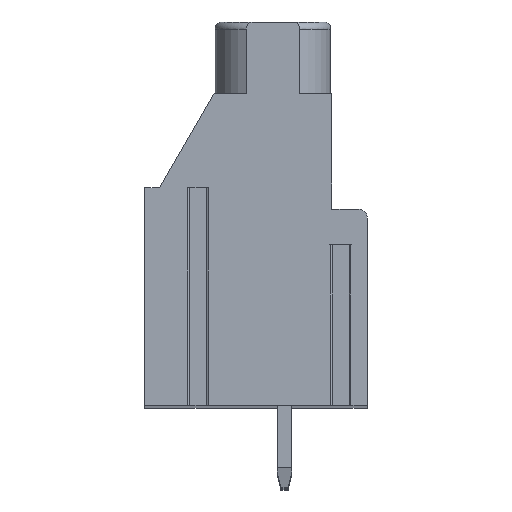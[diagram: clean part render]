
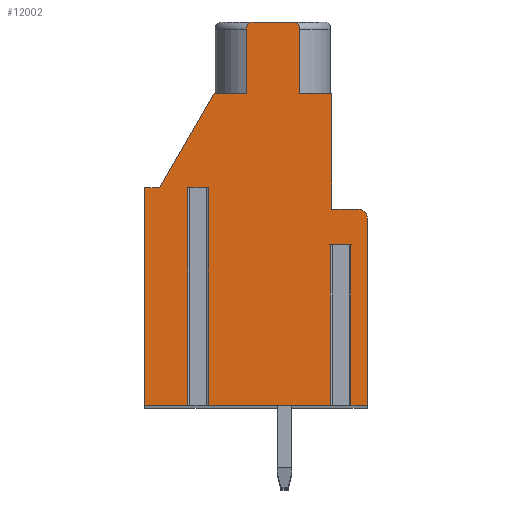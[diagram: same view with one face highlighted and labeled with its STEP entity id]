
A CAD part, top view. The second image highlights one B-rep face of the part: STEP entity #12002.
In plain terms, the highlighted planar face has unit normal (0, 0, 1).
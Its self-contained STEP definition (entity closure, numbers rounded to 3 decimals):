
#65=DIRECTION('',(-1.,0.,0.));
#66=VECTOR('',#65,1.146);
#67=CARTESIAN_POINT('',(-2.127,1.2,85.725));
#68=LINE('',#67,#66);
#69=DIRECTION('',(0.,-1.,0.));
#70=VECTOR('',#69,12.2);
#71=CARTESIAN_POINT('',(-3.273,1.2,85.725));
#72=LINE('',#71,#70);
#73=DIRECTION('',(1.,0.,0.));
#74=VECTOR('',#73,2.427);
#75=CARTESIAN_POINT('',(-5.7,-11.,85.725));
#76=LINE('',#75,#74);
#77=DIRECTION('',(0.,-1.,0.));
#78=VECTOR('',#77,12.2);
#79=CARTESIAN_POINT('',(-5.7,1.2,85.725));
#80=LINE('',#79,#78);
#81=DIRECTION('',(-1.,0.,0.));
#82=VECTOR('',#81,0.84);
#83=CARTESIAN_POINT('',(-4.86,1.2,85.725));
#84=LINE('',#83,#82);
#85=DIRECTION('',(-0.5,-0.866,0.));
#86=VECTOR('',#85,6.12);
#87=CARTESIAN_POINT('',(-1.8,6.5,85.725));
#88=LINE('',#87,#86);
#89=DIRECTION('',(-1.,0.,0.));
#90=VECTOR('',#89,1.8);
#91=CARTESIAN_POINT('',(0.,6.5,85.725));
#92=LINE('',#91,#90);
#93=DIRECTION('',(0.,-1.,0.));
#94=VECTOR('',#93,3.6);
#95=CARTESIAN_POINT('',(0.,10.1,85.725));
#96=LINE('',#95,#94);
#97=CARTESIAN_POINT('',(0.4,10.1,85.725));
#98=DIRECTION('',(0.,0.,1.));
#99=DIRECTION('',(0.,1.,0.));
#100=AXIS2_PLACEMENT_3D('',#97,#98,#99);
#102=DIRECTION('',(-1.,0.,0.));
#103=VECTOR('',#102,2.2);
#104=CARTESIAN_POINT('',(2.6,10.5,85.725));
#105=LINE('',#104,#103);
#106=CARTESIAN_POINT('',(2.6,10.1,85.725));
#107=DIRECTION('',(0.,0.,1.));
#108=DIRECTION('',(1.,0.,0.));
#109=AXIS2_PLACEMENT_3D('',#106,#107,#108);
#111=DIRECTION('',(0.,1.,0.));
#112=VECTOR('',#111,3.6);
#113=CARTESIAN_POINT('',(3.,6.5,85.725));
#114=LINE('',#113,#112);
#115=DIRECTION('',(-1.,0.,0.));
#116=VECTOR('',#115,1.8);
#117=CARTESIAN_POINT('',(4.8,6.5,85.725));
#118=LINE('',#117,#116);
#119=DIRECTION('',(0.,1.,0.));
#120=VECTOR('',#119,6.5);
#121=CARTESIAN_POINT('',(4.8,0.,85.725));
#122=LINE('',#121,#120);
#123=DIRECTION('',(-1.,0.,0.));
#124=VECTOR('',#123,1.5);
#125=CARTESIAN_POINT('',(6.3,0.,85.725));
#126=LINE('',#125,#124);
#127=CARTESIAN_POINT('',(6.3,-0.5,85.725));
#128=DIRECTION('',(0.,0.,1.));
#129=DIRECTION('',(1.,0.,0.));
#130=AXIS2_PLACEMENT_3D('',#127,#128,#129);
#132=DIRECTION('',(0.,1.,0.));
#133=VECTOR('',#132,10.5);
#134=CARTESIAN_POINT('',(6.8,-11.,85.725));
#135=LINE('',#134,#133);
#136=DIRECTION('',(1.,0.,0.));
#137=VECTOR('',#136,0.925);
#138=CARTESIAN_POINT('',(5.875,-11.,85.725));
#139=LINE('',#138,#137);
#140=DIRECTION('',(0.,-1.,0.));
#141=VECTOR('',#140,9.);
#142=CARTESIAN_POINT('',(5.875,-2.,85.725));
#143=LINE('',#142,#141);
#144=DIRECTION('',(-1.,0.,0.));
#145=VECTOR('',#144,1.146);
#146=CARTESIAN_POINT('',(5.875,-2.,85.725));
#147=LINE('',#146,#145);
#148=DIRECTION('',(0.,-1.,0.));
#149=VECTOR('',#148,9.);
#150=CARTESIAN_POINT('',(4.728,-2.,85.725));
#151=LINE('',#150,#149);
#152=DIRECTION('',(1.,0.,0.));
#153=VECTOR('',#152,6.855);
#154=CARTESIAN_POINT('',(-2.127,-11.,85.725));
#155=LINE('',#154,#153);
#156=DIRECTION('',(0.,-1.,0.));
#157=VECTOR('',#156,12.2);
#158=CARTESIAN_POINT('',(-2.127,1.2,85.725));
#159=LINE('',#158,#157);
#9347=CARTESIAN_POINT('',(6.8,-11.,85.725));
#9348=CARTESIAN_POINT('',(6.8,-0.5,85.725));
#9349=VERTEX_POINT('',#9347);
#9350=VERTEX_POINT('',#9348);
#9351=CARTESIAN_POINT('',(6.3,0.,85.725));
#9352=VERTEX_POINT('',#9351);
#9353=CARTESIAN_POINT('',(4.8,0.,85.725));
#9354=VERTEX_POINT('',#9353);
#9355=CARTESIAN_POINT('',(4.8,6.5,85.725));
#9356=VERTEX_POINT('',#9355);
#9357=CARTESIAN_POINT('',(3.,6.5,85.725));
#9358=VERTEX_POINT('',#9357);
#9359=CARTESIAN_POINT('',(3.,10.1,85.725));
#9360=VERTEX_POINT('',#9359);
#9361=CARTESIAN_POINT('',(2.6,10.5,85.725));
#9362=VERTEX_POINT('',#9361);
#9363=CARTESIAN_POINT('',(0.4,10.5,85.725));
#9364=VERTEX_POINT('',#9363);
#9365=CARTESIAN_POINT('',(0.,10.1,85.725));
#9366=VERTEX_POINT('',#9365);
#9367=CARTESIAN_POINT('',(0.,6.5,85.725));
#9368=VERTEX_POINT('',#9367);
#9369=CARTESIAN_POINT('',(-1.8,6.5,85.725));
#9370=VERTEX_POINT('',#9369);
#9371=CARTESIAN_POINT('',(-4.86,1.2,85.725));
#9372=VERTEX_POINT('',#9371);
#9373=CARTESIAN_POINT('',(-5.7,1.2,85.725));
#9374=VERTEX_POINT('',#9373);
#9375=CARTESIAN_POINT('',(-5.7,-11.,85.725));
#9376=VERTEX_POINT('',#9375);
#9533=CARTESIAN_POINT('',(5.875,-2.,85.725));
#9534=CARTESIAN_POINT('',(4.728,-2.,85.725));
#9535=VERTEX_POINT('',#9533);
#9536=VERTEX_POINT('',#9534);
#9537=CARTESIAN_POINT('',(5.875,-11.,85.725));
#9538=VERTEX_POINT('',#9537);
#9539=CARTESIAN_POINT('',(4.728,-11.,85.725));
#9540=VERTEX_POINT('',#9539);
#9565=CARTESIAN_POINT('',(-2.127,1.2,85.725));
#9566=CARTESIAN_POINT('',(-3.273,1.2,85.725));
#9567=VERTEX_POINT('',#9565);
#9568=VERTEX_POINT('',#9566);
#9569=CARTESIAN_POINT('',(-2.127,-11.,85.725));
#9570=VERTEX_POINT('',#9569);
#9571=CARTESIAN_POINT('',(-3.273,-11.,85.725));
#9572=VERTEX_POINT('',#9571);
#11949=CARTESIAN_POINT('',(0.,0.,85.725));
#11950=DIRECTION('',(0.,0.,1.));
#11951=DIRECTION('',(1.,0.,0.));
#11952=AXIS2_PLACEMENT_3D('',#11949,#11950,#11951);
#11953=PLANE('',#11952);
#11955=ORIENTED_EDGE('',*,*,#11954,.T.);
#11957=ORIENTED_EDGE('',*,*,#11956,.T.);
#11959=ORIENTED_EDGE('',*,*,#11958,.F.);
#11961=ORIENTED_EDGE('',*,*,#11960,.F.);
#11963=ORIENTED_EDGE('',*,*,#11962,.F.);
#11965=ORIENTED_EDGE('',*,*,#11964,.F.);
#11967=ORIENTED_EDGE('',*,*,#11966,.F.);
#11969=ORIENTED_EDGE('',*,*,#11968,.F.);
#11971=ORIENTED_EDGE('',*,*,#11970,.F.);
#11973=ORIENTED_EDGE('',*,*,#11972,.F.);
#11975=ORIENTED_EDGE('',*,*,#11974,.F.);
#11977=ORIENTED_EDGE('',*,*,#11976,.F.);
#11979=ORIENTED_EDGE('',*,*,#11978,.F.);
#11981=ORIENTED_EDGE('',*,*,#11980,.F.);
#11983=ORIENTED_EDGE('',*,*,#11982,.F.);
#11985=ORIENTED_EDGE('',*,*,#11984,.F.);
#11987=ORIENTED_EDGE('',*,*,#11986,.F.);
#11989=ORIENTED_EDGE('',*,*,#11988,.F.);
#11991=ORIENTED_EDGE('',*,*,#11990,.F.);
#11993=ORIENTED_EDGE('',*,*,#11992,.T.);
#11995=ORIENTED_EDGE('',*,*,#11994,.T.);
#11997=ORIENTED_EDGE('',*,*,#11996,.F.);
#11999=ORIENTED_EDGE('',*,*,#11998,.F.);
#12000=EDGE_LOOP('',(#11955,#11957,#11959,#11961,#11963,#11965,#11967,#11969,
#11971,#11973,#11975,#11977,#11979,#11981,#11983,#11985,#11987,#11989,#11991,
#11993,#11995,#11997,#11999));
#12001=FACE_OUTER_BOUND('',#12000,.F.);
#101=CIRCLE('',#100,0.4);
#110=CIRCLE('',#109,0.4);
#131=CIRCLE('',#130,0.5);
#11954=EDGE_CURVE('',#9567,#9568,#68,.T.);
#11956=EDGE_CURVE('',#9568,#9572,#72,.T.);
#11958=EDGE_CURVE('',#9376,#9572,#76,.T.);
#11960=EDGE_CURVE('',#9374,#9376,#80,.T.);
#11962=EDGE_CURVE('',#9372,#9374,#84,.T.);
#11964=EDGE_CURVE('',#9370,#9372,#88,.T.);
#11966=EDGE_CURVE('',#9368,#9370,#92,.T.);
#11968=EDGE_CURVE('',#9366,#9368,#96,.T.);
#11970=EDGE_CURVE('',#9364,#9366,#101,.T.);
#11972=EDGE_CURVE('',#9362,#9364,#105,.T.);
#11974=EDGE_CURVE('',#9360,#9362,#110,.T.);
#11976=EDGE_CURVE('',#9358,#9360,#114,.T.);
#11978=EDGE_CURVE('',#9356,#9358,#118,.T.);
#11980=EDGE_CURVE('',#9354,#9356,#122,.T.);
#11982=EDGE_CURVE('',#9352,#9354,#126,.T.);
#11984=EDGE_CURVE('',#9350,#9352,#131,.T.);
#11986=EDGE_CURVE('',#9349,#9350,#135,.T.);
#11988=EDGE_CURVE('',#9538,#9349,#139,.T.);
#11990=EDGE_CURVE('',#9535,#9538,#143,.T.);
#11992=EDGE_CURVE('',#9535,#9536,#147,.T.);
#11994=EDGE_CURVE('',#9536,#9540,#151,.T.);
#11996=EDGE_CURVE('',#9570,#9540,#155,.T.);
#11998=EDGE_CURVE('',#9567,#9570,#159,.T.);
#12002=ADVANCED_FACE('',(#12001),#11953,.T.);
